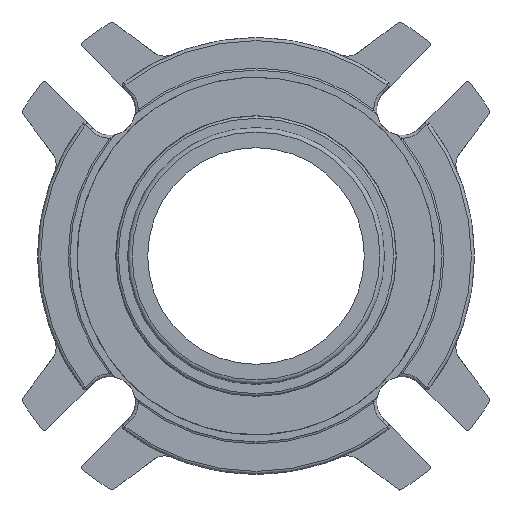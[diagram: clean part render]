
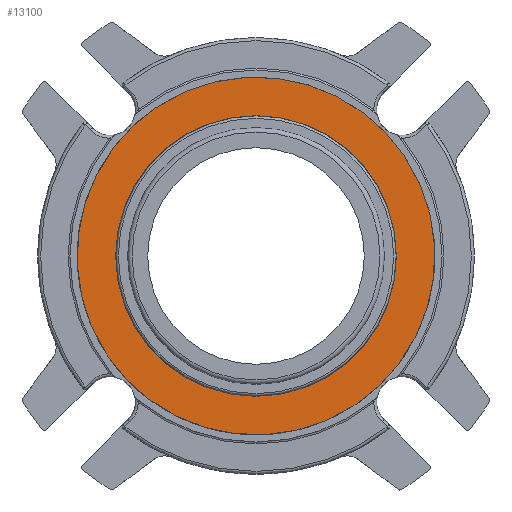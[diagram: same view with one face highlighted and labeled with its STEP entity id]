
A CAD part, left-side view. The second image highlights one B-rep face of the part: STEP entity #13100.
In plain terms, the highlighted planar face has unit normal (-1, 0, 0).
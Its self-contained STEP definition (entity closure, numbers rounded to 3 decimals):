
#1592=PLANE('',#14213);
#4325=ORIENTED_EDGE('',*,*,#5702,.T.);
#4326=ORIENTED_EDGE('',*,*,#5703,.T.);
#5702=EDGE_CURVE('',#6560,#6560,#7149,.T.);
#5703=EDGE_CURVE('',#6561,#6561,#7150,.F.);
#6560=VERTEX_POINT('',#21322);
#6561=VERTEX_POINT('',#21325);
#7149=CIRCLE('',#14212,61.913);
#7150=CIRCLE('',#14214,48.578);
#7776=EDGE_LOOP('',(#4325));
#7777=EDGE_LOOP('',(#4326));
#8421=FACE_BOUND('',#7776,.T.);
#8422=FACE_BOUND('',#7777,.T.);
#13100=ADVANCED_FACE('',(#8421,#8422),#1592,.T.);
#14212=AXIS2_PLACEMENT_3D('',#21321,#16942,#16943);
#14213=AXIS2_PLACEMENT_3D('',#21323,#16944,#16945);
#14214=AXIS2_PLACEMENT_3D('',#21324,#16946,#16947);
#16942=DIRECTION('',(-1.,0.,0.));
#16943=DIRECTION('',(0.,-0.451,0.893));
#16944=DIRECTION('',(-1.,0.,0.));
#16945=DIRECTION('',(0.,-0.451,0.893));
#16946=DIRECTION('',(-1.,0.,0.));
#16947=DIRECTION('',(0.,0.,1.));
#21321=CARTESIAN_POINT('',(1.642,0.,0.));
#21322=CARTESIAN_POINT('',(1.642,-27.899,55.27));
#21323=CARTESIAN_POINT('',(1.642,-23.607,46.767));
#21324=CARTESIAN_POINT('',(1.642,0.,0.));
#21325=CARTESIAN_POINT('',(1.642,0.,48.578));
